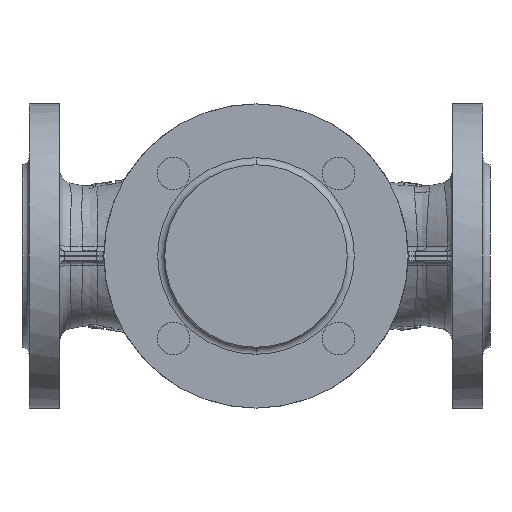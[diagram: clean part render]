
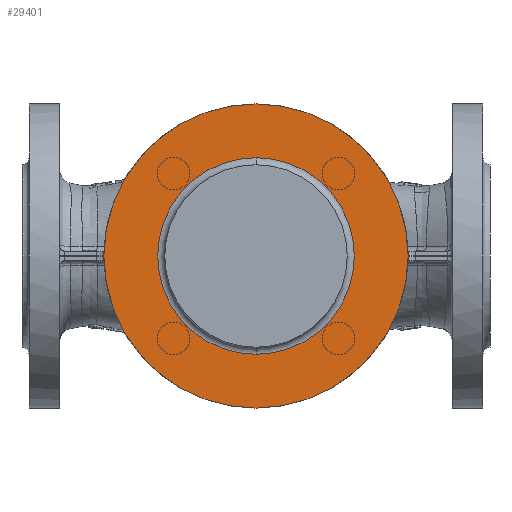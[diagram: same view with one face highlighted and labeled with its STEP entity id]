
A CAD part, front view. The second image highlights one B-rep face of the part: STEP entity #29401.
In plain terms, the highlighted planar face has unit normal (0, -1, 0).
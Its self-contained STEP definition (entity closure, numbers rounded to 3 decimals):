
#5442 = CARTESIAN_POINT ( 'NONE',  ( 0., -97.223, 0. ) ) ;
#5444 = DIRECTION ( 'NONE',  ( 0., -1., 0. ) ) ;
#5446 = DIRECTION ( 'NONE',  ( 0., 0., -1. ) ) ;
#17831 = ORIENTED_EDGE ( 'NONE', *, *, #90051, .F. ) ;
#17888 = ORIENTED_EDGE ( 'NONE', *, *, #106278, .F. ) ;
#18038 = ORIENTED_EDGE ( 'NONE', *, *, #51865, .T. ) ;
#18041 = ORIENTED_EDGE ( 'NONE', *, *, #89851, .T. ) ;
#23162 = FACE_OUTER_BOUND ( 'NONE', #102027, .T. ) ;
#23166 = CARTESIAN_POINT ( 'NONE',  ( -42.126, -97.223, 0. ) ) ;
#23171 = FACE_BOUND ( 'NONE', #44666, .T. ) ;
#23176 = PLANE ( 'NONE',  #99694 ) ;
#23177 = DIRECTION ( 'NONE',  ( 0., 1., 0. ) ) ;
#23178 = DIRECTION ( 'NONE',  ( 0., 0., 1. ) ) ;
#27607 = CIRCLE ( 'NONE', #27624, 65.195 ) ;
#27624 = AXIS2_PLACEMENT_3D ( 'NONE', #101461, #101463, #101465 ) ;
#29401 = ADVANCED_FACE ( 'NONE', ( #23171, #23162 ), #23176, .F. ) ;
#41752 = CIRCLE ( 'NONE', #41756, 42.126 ) ;
#41756 = AXIS2_PLACEMENT_3D ( 'NONE', #51315, #51317, #51319 ) ;
#44666 = EDGE_LOOP ( 'NONE', ( #17888, #17831 ) ) ;
#51315 = CARTESIAN_POINT ( 'NONE',  ( 0., -97.223, 0. ) ) ;
#51317 = DIRECTION ( 'NONE',  ( 0., -1., 0. ) ) ;
#51319 = DIRECTION ( 'NONE',  ( 0., 0., -1. ) ) ;
#51865 = EDGE_CURVE ( 'NONE', #119887, #119885, #27607, .T. ) ;
#58186 = CARTESIAN_POINT ( 'NONE',  ( 0., -97.223, -65.195 ) ) ;
#58188 = CARTESIAN_POINT ( 'NONE',  ( 0., -97.223, 65.195 ) ) ;
#58248 = CARTESIAN_POINT ( 'NONE',  ( 0., -97.223, 42.126 ) ) ;
#58250 = CARTESIAN_POINT ( 'NONE',  ( 0., -97.223, -42.126 ) ) ;
#74956 = CIRCLE ( 'NONE', #75291, 65.195 ) ;
#75078 = CIRCLE ( 'NONE', #75089, 42.126 ) ;
#75089 = AXIS2_PLACEMENT_3D ( 'NONE', #120730, #120731, #120732 ) ;
#75291 = AXIS2_PLACEMENT_3D ( 'NONE', #5442, #5444, #5446 ) ;
#89851 = EDGE_CURVE ( 'NONE', #119885, #119887, #74956, .T. ) ;
#90051 = EDGE_CURVE ( 'NONE', #119951, #119953, #75078, .T. ) ;
#99694 = AXIS2_PLACEMENT_3D ( 'NONE', #23166, #23177, #23178 ) ;
#101461 = CARTESIAN_POINT ( 'NONE',  ( 0., -97.223, 0. ) ) ;
#101463 = DIRECTION ( 'NONE',  ( 0., -1., 0. ) ) ;
#101465 = DIRECTION ( 'NONE',  ( 0., 0., -1. ) ) ;
#102027 = EDGE_LOOP ( 'NONE', ( #18041, #18038 ) ) ;
#106278 = EDGE_CURVE ( 'NONE', #119953, #119951, #41752, .T. ) ;
#119885 = VERTEX_POINT ( 'NONE', #58186 ) ;
#119887 = VERTEX_POINT ( 'NONE', #58188 ) ;
#119951 = VERTEX_POINT ( 'NONE', #58248 ) ;
#119953 = VERTEX_POINT ( 'NONE', #58250 ) ;
#120730 = CARTESIAN_POINT ( 'NONE',  ( 0., -97.223, 0. ) ) ;
#120731 = DIRECTION ( 'NONE',  ( 0., -1., 0. ) ) ;
#120732 = DIRECTION ( 'NONE',  ( 0., 0., -1. ) ) ;
